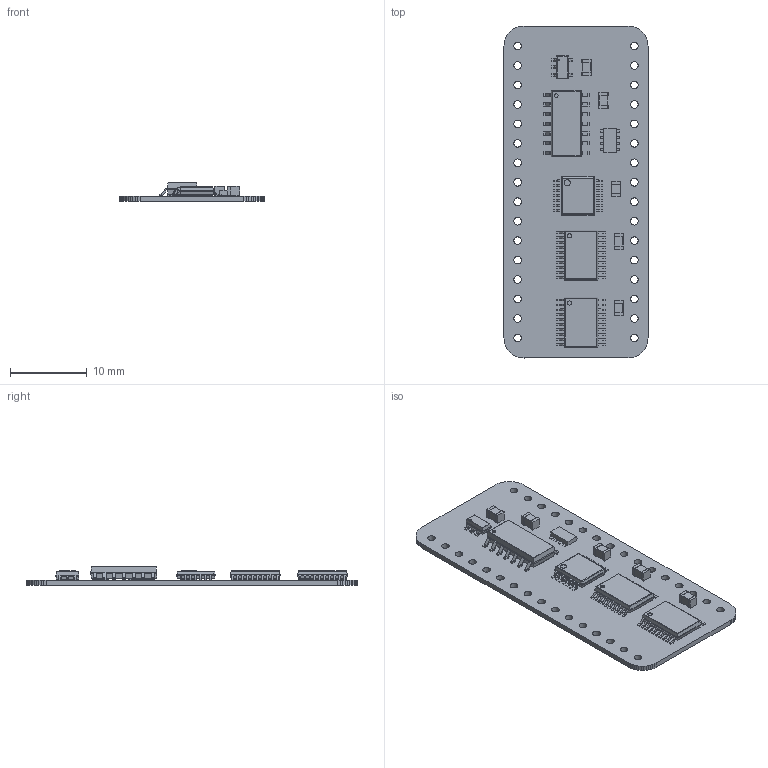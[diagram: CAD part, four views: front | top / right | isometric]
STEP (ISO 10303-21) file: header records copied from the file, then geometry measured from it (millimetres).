
FILE_DESCRIPTION(('KiCad electronic assembly'),'2;1');
FILE_NAME('GPIO 4bit.step','2024-01-29T11:21:49',('Pcbnew'),('Kicad'), 'Open CASCADE STEP processor 7.6','KiCad to STEP converter','Unknown' );
FILE_SCHEMA(('AUTOMOTIVE_DESIGN { 1 0 10303 214 1 1 1 1 }'));
Length unit declared in the file: millimetre
Products named in the file (14): GPIO 4bit 1; 74VHCT573AFT; COMPOUND; C_0805_2012Metric; SOLID; CAY16-470J4LF; 74AHC125S14-13; M74VHC1G126DTT1G; SN74AHCT02PWR; GPIO 4bit PCB
Assembly tree (18 placements, depth 3):
  GPIO 4bit 1
    74VHCT573AFT  x2
      COMPOUND
    C_0805_2012Metric  x5
      SOLID
    CAY16-470J4LF
      COMPOUND
    74AHC125S14-13
      COMPOUND
    M74VHC1G126DTT1G
      COMPOUND
    SN74AHCT02PWR
      COMPOUND
    GPIO 4bit PCB
Bounding box: 18.8 x 43.33 x 2.46 mm (x, y, z)
Volume: 691.4 mm3; surface area: 2219.9 mm2
Topology: 93 solids, 93 shells, 1388 faces, 3473 edges, 2286 vertices
Faces by surface type: plane 997, cylinder 383, sphere 8
Full cylindrical faces by diameter (mm): 0.188 x1, 0.487 x1, 0.55 x2, 1 x32
Entity records: 64328 total; most frequent: CARTESIAN_POINT 13171, DIRECTION 9585, LINE 6386, VECTOR 6386, ORIENTED_EDGE 4956, PCURVE 4956, DEFINITIONAL_REPRESENTATION 4956, EDGE_CURVE 2478
